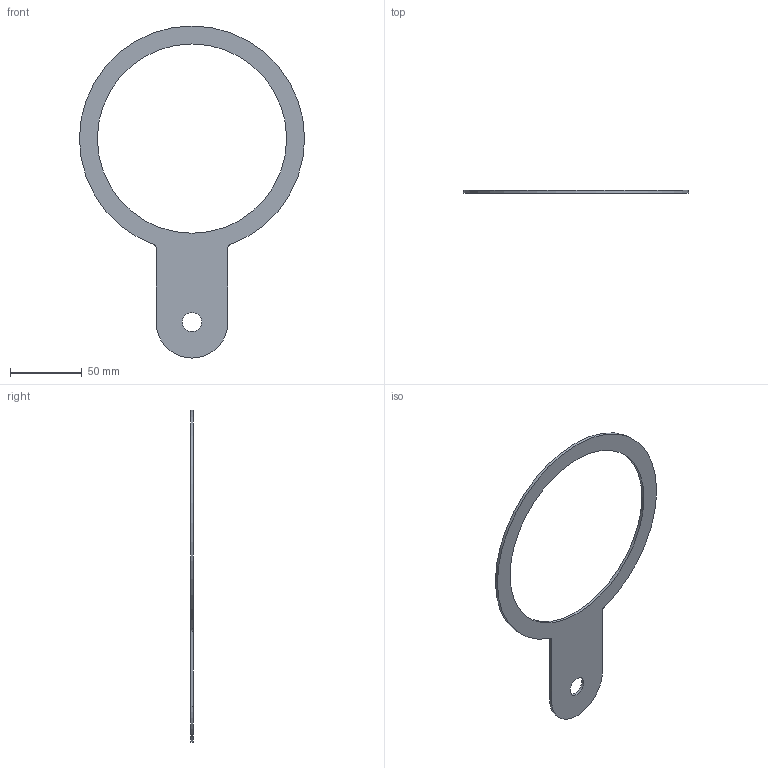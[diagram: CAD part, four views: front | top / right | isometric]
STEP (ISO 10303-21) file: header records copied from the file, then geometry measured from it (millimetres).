
FILE_DESCRIPTION(/* description */ ('EARTH TAG M130'),/* implementation_level */ '2;1');
FILE_NAME(/* name */ '1315_M130.stp',/* time_stamp */ '2024-08-29T18:59:15+05:00',/* author */ ('vinaykumark'),/* organization */ (''),/* preprocessor_version */ 'ST-DEVELOPER v18.1',/* originating_system */ 'Autodesk Inventor 2022',/* authorisation */ '');
FILE_SCHEMA (('AUTOMOTIVE_DESIGN { 1 0 10303 214 3 1 1 }'));
Length unit declared in the file: millimetre
Products named in the file (1): 1315_M130
Bounding box: 157 x 2 x 231.5 mm (x, y, z)
Volume: 18104.3 mm3; surface area: 20324.2 mm2
Topology: 1 solids, 1 shells, 134 faces, 363 edges, 242 vertices
Faces by surface type: plane 88, bspline 40, cylinder 6
Full cylindrical faces by diameter (mm): 13.5 x1, 132 x1
Entity records: 4932 total; most frequent: CARTESIAN_POINT 1624, ORIENTED_EDGE 726, DIRECTION 485, EDGE_CURVE 363, LINE 271, VECTOR 271, VERTEX_POINT 242, EDGE_LOOP 149
